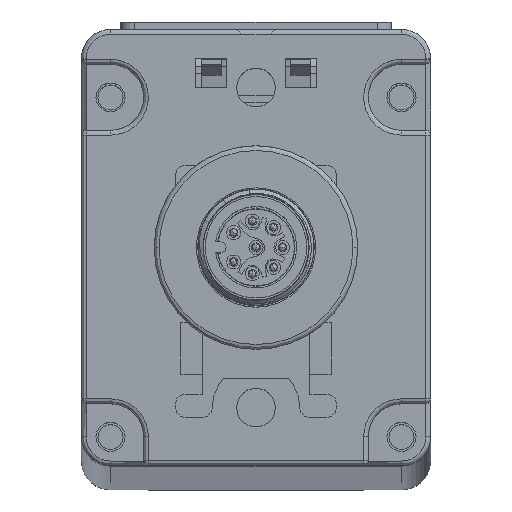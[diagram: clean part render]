
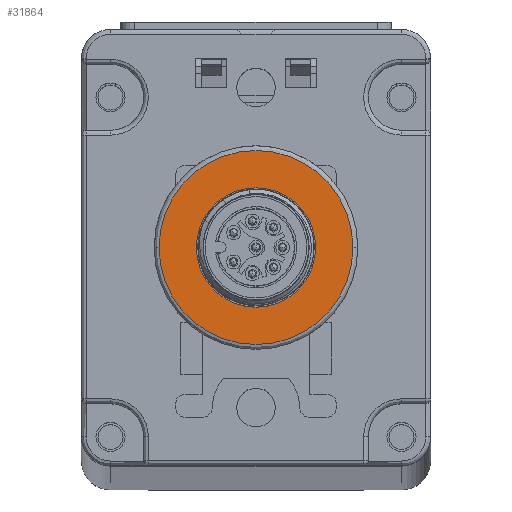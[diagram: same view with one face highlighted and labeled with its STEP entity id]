
A CAD part, top view. The second image highlights one B-rep face of the part: STEP entity #31864.
In plain terms, the highlighted planar face has unit normal (0, 0, 1).
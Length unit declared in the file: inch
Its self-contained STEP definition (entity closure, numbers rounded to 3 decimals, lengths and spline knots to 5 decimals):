
#11860=CARTESIAN_POINT('',(0.,0.88583,0.15748));
#11861=DIRECTION('',(0.,0.,1.));
#11862=DIRECTION('',(1.,0.,0.));
#11863=AXIS2_PLACEMENT_3D('',#11860,#11861,#11862);
#11875=CARTESIAN_POINT('',(0.,0.88583,0.15748));
#11876=DIRECTION('',(0.,0.,1.));
#11877=DIRECTION('',(1.,0.,0.));
#11878=AXIS2_PLACEMENT_3D('',#11875,#11876,#11877);
#11880=CARTESIAN_POINT('',(0.,0.88583,0.15748));
#11881=DIRECTION('',(0.,0.,1.));
#11882=DIRECTION('',(-1.,0.,0.));
#11883=AXIS2_PLACEMENT_3D('',#11880,#11881,#11882);
#11885=CARTESIAN_POINT('',(0.,0.88583,0.15748));
#11886=DIRECTION('',(0.,0.,1.));
#11887=DIRECTION('',(-1.,0.,0.));
#11888=AXIS2_PLACEMENT_3D('',#11885,#11886,#11887);
#14911=CARTESIAN_POINT('',(0.24213,0.88583,
0.15748));
#14912=CARTESIAN_POINT('',(-0.24213,0.88583,
0.15748));
#14913=VERTEX_POINT('',#14911);
#14914=VERTEX_POINT('',#14912);
#15211=CARTESIAN_POINT('',(0.3937,0.88583,
0.15748));
#15212=CARTESIAN_POINT('',(-0.3937,0.88583,
0.15748));
#15213=VERTEX_POINT('',#15211);
#15214=VERTEX_POINT('',#15212);
#31848=CARTESIAN_POINT('',(0.,0.,0.15748));
#31849=DIRECTION('',(0.,0.,1.));
#31850=DIRECTION('',(1.,0.,0.));
#31851=AXIS2_PLACEMENT_3D('',#31848,#31849,#31850);
#31852=PLANE('',#31851);
#31853=ORIENTED_EDGE('',*,*,#31838,.F.);
#31855=ORIENTED_EDGE('',*,*,#31854,.F.);
#31856=EDGE_LOOP('',(#31853,#31855));
#31857=FACE_OUTER_BOUND('',#31856,.F.);
#31859=ORIENTED_EDGE('',*,*,#31858,.T.);
#31861=ORIENTED_EDGE('',*,*,#31860,.T.);
#31862=EDGE_LOOP('',(#31859,#31861));
#31863=FACE_BOUND('',#31862,.F.);
#31864=ADVANCED_FACE('',(#31857,#31863),#31852,.T.);
#11864=CIRCLE('',#11863,0.3937);
#11879=CIRCLE('',#11878,0.24213);
#11884=CIRCLE('',#11883,0.24213);
#11889=CIRCLE('',#11888,0.3937);
#31838=EDGE_CURVE('',#15213,#15214,#11864,.T.);
#31854=EDGE_CURVE('',#15214,#15213,#11889,.T.);
#31858=EDGE_CURVE('',#14913,#14914,#11879,.T.);
#31860=EDGE_CURVE('',#14914,#14913,#11884,.T.);
